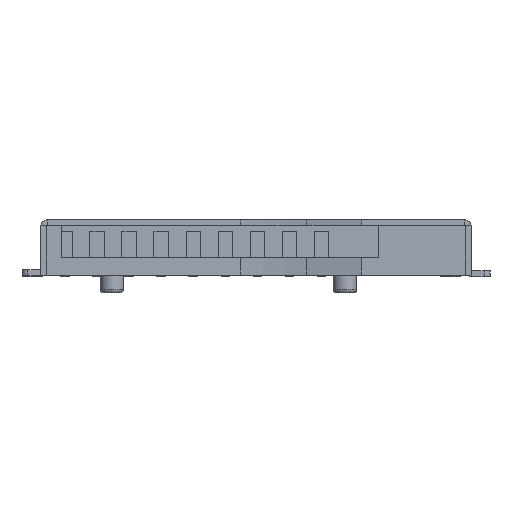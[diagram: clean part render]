
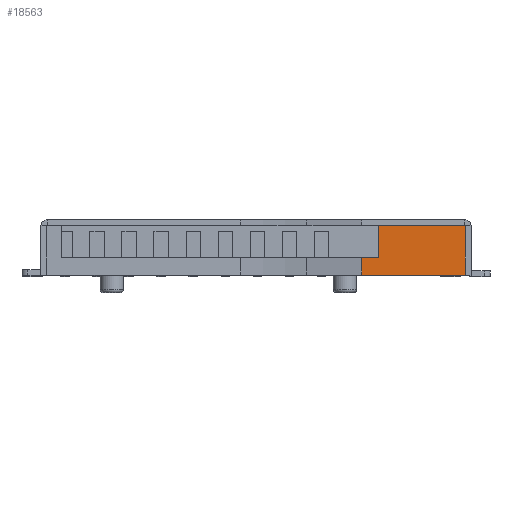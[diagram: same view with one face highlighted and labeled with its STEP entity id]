
A CAD part, front view. The second image highlights one B-rep face of the part: STEP entity #18563.
In plain terms, the highlighted planar face has unit normal (0, -1, 0).
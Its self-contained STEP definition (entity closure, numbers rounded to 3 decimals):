
#1935 = CARTESIAN_POINT ( 'NONE',  ( 7.165, -7.55, -0.2 ) ) ;
#1954 = CARTESIAN_POINT ( 'NONE',  ( 7.175, -7.55, -1.9 ) ) ;
#3505 = CARTESIAN_POINT ( 'NONE',  ( 4.213, -7.55, -0.2 ) ) ;
#4511 = VERTEX_POINT ( 'NONE', #33795 ) ;
#5899 = CIRCLE ( 'NONE', #25786, 0.01 ) ;
#5921 = EDGE_CURVE ( 'NONE', #22930, #11528, #25140, .T. ) ;
#7029 = CARTESIAN_POINT ( 'NONE',  ( 7.165, -7.55, -0.21 ) ) ;
#7556 = VERTEX_POINT ( 'NONE', #23059 ) ;
#7699 = VERTEX_POINT ( 'NONE', #37153 ) ;
#10294 = ORIENTED_EDGE ( 'NONE', *, *, #33697, .F. ) ;
#10306 = CARTESIAN_POINT ( 'NONE',  ( 7.165, -7.55, -0.21 ) ) ;
#10997 = DIRECTION ( 'NONE',  ( 1., 0., 0. ) ) ;
#11528 = VERTEX_POINT ( 'NONE', #25774 ) ;
#12099 = VECTOR ( 'NONE', #19338, 1000. ) ;
#12248 = FACE_OUTER_BOUND ( 'NONE', #38329, .T. ) ;
#12892 = VECTOR ( 'NONE', #13766, 1000. ) ;
#13670 = LINE ( 'NONE', #25543, #21448 ) ;
#13766 = DIRECTION ( 'NONE',  ( -1., 0., 0. ) ) ;
#14054 = EDGE_CURVE ( 'NONE', #7556, #22930, #14546, .T. ) ;
#14086 = CARTESIAN_POINT ( 'NONE',  ( 4.213, -7.55, -1.3 ) ) ;
#14546 = LINE ( 'NONE', #1954, #26595 ) ;
#16167 = DIRECTION ( 'NONE',  ( 1., 0., 0. ) ) ;
#17461 = ORIENTED_EDGE ( 'NONE', *, *, #31305, .F. ) ;
#18563 = ADVANCED_FACE ( 'NONE', ( #12248 ), #38294, .T. ) ;
#18870 = DIRECTION ( 'NONE',  ( 0., -1., 0. ) ) ;
#19045 = VERTEX_POINT ( 'NONE', #14086 ) ;
#19338 = DIRECTION ( 'NONE',  ( 1., 0., 0. ) ) ;
#19915 = DIRECTION ( 'NONE',  ( 0., -1., 0. ) ) ;
#20071 = ORIENTED_EDGE ( 'NONE', *, *, #31776, .F. ) ;
#20857 = AXIS2_PLACEMENT_3D ( 'NONE', #10306, #19915, #10997 ) ;
#21448 = VECTOR ( 'NONE', #37344, 1000. ) ;
#22502 = VECTOR ( 'NONE', #29785, 1000. ) ;
#22698 = LINE ( 'NONE', #1935, #12892 ) ;
#22718 = DIRECTION ( 'NONE',  ( 1., 0., 0. ) ) ;
#22930 = VERTEX_POINT ( 'NONE', #23393 ) ;
#23059 = CARTESIAN_POINT ( 'NONE',  ( 3.625, -7.55, -1.9 ) ) ;
#23267 = ORIENTED_EDGE ( 'NONE', *, *, #5921, .T. ) ;
#23393 = CARTESIAN_POINT ( 'NONE',  ( 7.175, -7.55, -1.9 ) ) ;
#24716 = CARTESIAN_POINT ( 'NONE',  ( 3.625, -7.55, -2.5 ) ) ;
#24796 = EDGE_CURVE ( 'NONE', #11528, #4511, #5899, .T. ) ;
#25140 = LINE ( 'NONE', #25523, #34054 ) ;
#25523 = CARTESIAN_POINT ( 'NONE',  ( 7.175, -7.55, -1.9 ) ) ;
#25543 = CARTESIAN_POINT ( 'NONE',  ( 4.213, -7.55, -0.2 ) ) ;
#25774 = CARTESIAN_POINT ( 'NONE',  ( 7.175, -7.55, -0.21 ) ) ;
#25786 = AXIS2_PLACEMENT_3D ( 'NONE', #7029, #18870, #16167 ) ;
#26595 = VECTOR ( 'NONE', #22718, 1000. ) ;
#27771 = LINE ( 'NONE', #36670, #12099 ) ;
#28804 = VERTEX_POINT ( 'NONE', #3505 ) ;
#29629 = ORIENTED_EDGE ( 'NONE', *, *, #24796, .T. ) ;
#29785 = DIRECTION ( 'NONE',  ( 0., 0., 1. ) ) ;
#31305 = EDGE_CURVE ( 'NONE', #7699, #19045, #27771, .T. ) ;
#31477 = ORIENTED_EDGE ( 'NONE', *, *, #35627, .T. ) ;
#31776 = EDGE_CURVE ( 'NONE', #7556, #7699, #33578, .T. ) ;
#33578 = LINE ( 'NONE', #24716, #22502 ) ;
#33697 = EDGE_CURVE ( 'NONE', #19045, #28804, #13670, .T. ) ;
#33795 = CARTESIAN_POINT ( 'NONE',  ( 7.165, -7.55, -0.2 ) ) ;
#34054 = VECTOR ( 'NONE', #37322, 1000. ) ;
#35627 = EDGE_CURVE ( 'NONE', #4511, #28804, #22698, .T. ) ;
#36670 = CARTESIAN_POINT ( 'NONE',  ( -6.674, -7.55, -1.3 ) ) ;
#37034 = ORIENTED_EDGE ( 'NONE', *, *, #14054, .T. ) ;
#37153 = CARTESIAN_POINT ( 'NONE',  ( 3.625, -7.55, -1.3 ) ) ;
#37322 = DIRECTION ( 'NONE',  ( 0., 0., 1. ) ) ;
#37344 = DIRECTION ( 'NONE',  ( 0., 0., 1. ) ) ;
#38294 = PLANE ( 'NONE',  #20857 ) ;
#38329 = EDGE_LOOP ( 'NONE', ( #20071, #37034, #23267, #29629, #31477, #10294, #17461 ) ) ;
